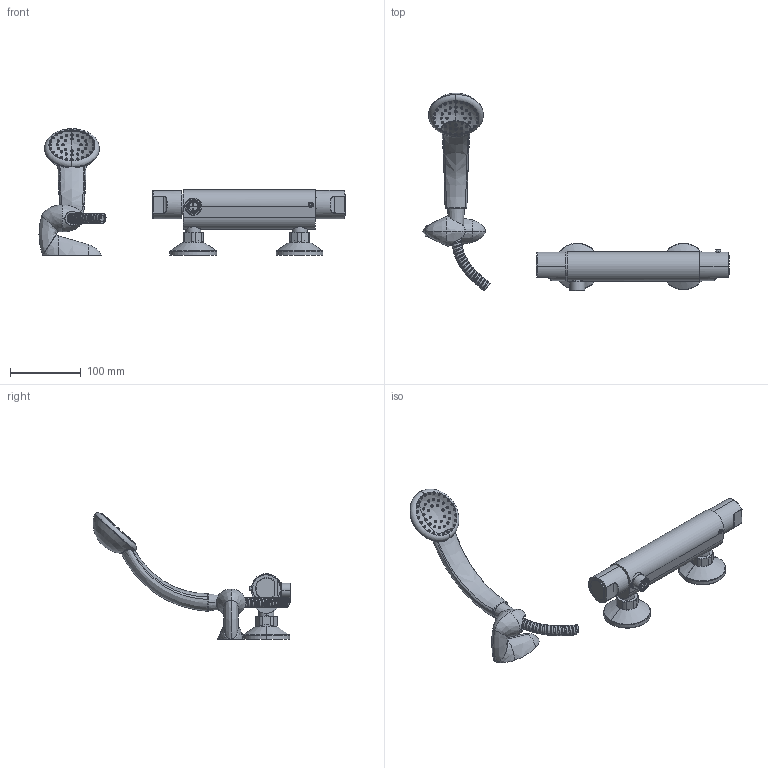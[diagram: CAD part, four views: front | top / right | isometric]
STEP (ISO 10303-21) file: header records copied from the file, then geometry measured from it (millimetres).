
FILE_DESCRIPTION((''),'2;1');
FILE_NAME('EQS168DCRNEW','2021-11-11T08:11:03',('ut3'),('PAFFONI SpA'),'CREO PARAMETRIC BY PTC INC, 2020044','CREO PARAMETRIC BY PTC INC, 2020044','');
FILE_SCHEMA(('CONFIG_CONTROL_DESIGN','SHAPE_APPEARANCE_LAYERS_GROUPS'));
Length unit declared in the file: millimetre
Products named in the file (1): EQS168DCRNEW
Bounding box: 432.51 x 279.42 x 178.78 mm (x, y, z)
Volume: 496199.1 mm3; surface area: 185693.3 mm2
Topology: 5 solids, 5 shells, 8180 faces, 23901 edges, 15803 vertices
Faces by surface type: plane 7367, cylinder 502, bspline 105, torus 88, cone 86, sphere 32
Entity records: 313261 total; most frequent: CARTESIAN_POINT 79983, ORIENTED_EDGE 47780, DIRECTION 41111, EDGE_CURVE 23890, VECTOR 22005, LINE 22005, VERTEX_POINT 15801, EDGE_LOOP 11781
